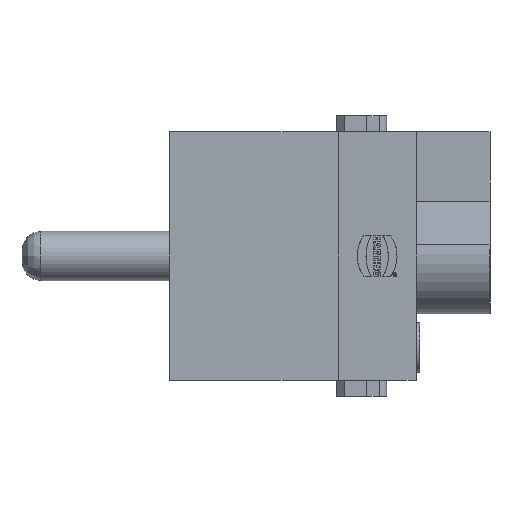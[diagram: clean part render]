
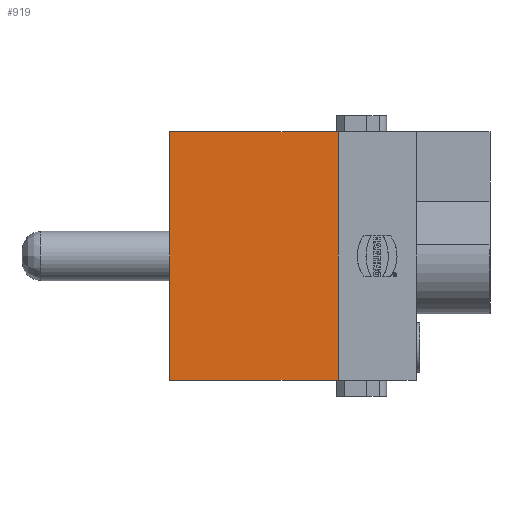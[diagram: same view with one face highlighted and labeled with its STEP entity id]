
A CAD part, left-side view. The second image highlights one B-rep face of the part: STEP entity #919.
In plain terms, the highlighted planar face has unit normal (-1, 0.005, 0).
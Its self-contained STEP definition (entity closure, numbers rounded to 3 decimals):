
#919=ADVANCED_FACE('',(#1244),#1080,.F.);
#1080=PLANE('',#4352);
#1244=FACE_OUTER_BOUND('',#1455,.T.);
#1455=EDGE_LOOP('',(#2320,#2321,#2322,#2323));
#2320=ORIENTED_EDGE('',*,*,#3209,.F.);
#2321=ORIENTED_EDGE('',*,*,#3203,.F.);
#2322=ORIENTED_EDGE('',*,*,#3205,.F.);
#2323=ORIENTED_EDGE('',*,*,#3207,.F.);
#2751=VERTEX_POINT('',#6661);
#2752=VERTEX_POINT('',#6663);
#2753=VERTEX_POINT('',#6667);
#2754=VERTEX_POINT('',#6671);
#3203=EDGE_CURVE('',#2751,#2752,#3609,.T.);
#3205=EDGE_CURVE('',#2753,#2751,#3611,.T.);
#3207=EDGE_CURVE('',#2754,#2753,#3613,.T.);
#3209=EDGE_CURVE('',#2752,#2754,#3615,.T.);
#3609=LINE('',#6662,#4009);
#3611=LINE('',#6666,#4011);
#3613=LINE('',#6670,#4013);
#3615=LINE('',#6674,#4015);
#4009=VECTOR('',#5146,1.);
#4011=VECTOR('',#5150,1.);
#4013=VECTOR('',#5154,1.);
#4015=VECTOR('',#5158,1.);
#4352=AXIS2_PLACEMENT_3D('',#6675,#5159,#5160);
#5146=DIRECTION('',(-0.005,-1.,0.));
#5150=DIRECTION('',(0.,0.,1.));
#5154=DIRECTION('',(0.005,1.,0.));
#5158=DIRECTION('',(0.,0.,-1.));
#5159=DIRECTION('',(1.,-0.005,0.));
#5160=DIRECTION('',(-0.005,-1.,0.));
#6661=CARTESIAN_POINT('',(-7.2,8.7,15.15));
#6662=CARTESIAN_POINT('',(-7.2,8.7,15.15));
#6663=CARTESIAN_POINT('',(-7.3,-11.8,15.15));
#6666=CARTESIAN_POINT('',(-7.2,8.7,-15.15));
#6667=CARTESIAN_POINT('',(-7.2,8.7,-15.15));
#6670=CARTESIAN_POINT('',(-7.3,-11.8,-15.15));
#6671=CARTESIAN_POINT('',(-7.3,-11.8,-15.15));
#6674=CARTESIAN_POINT('',(-7.3,-11.8,15.15));
#6675=CARTESIAN_POINT('',(-7.2,8.7,15.15));
